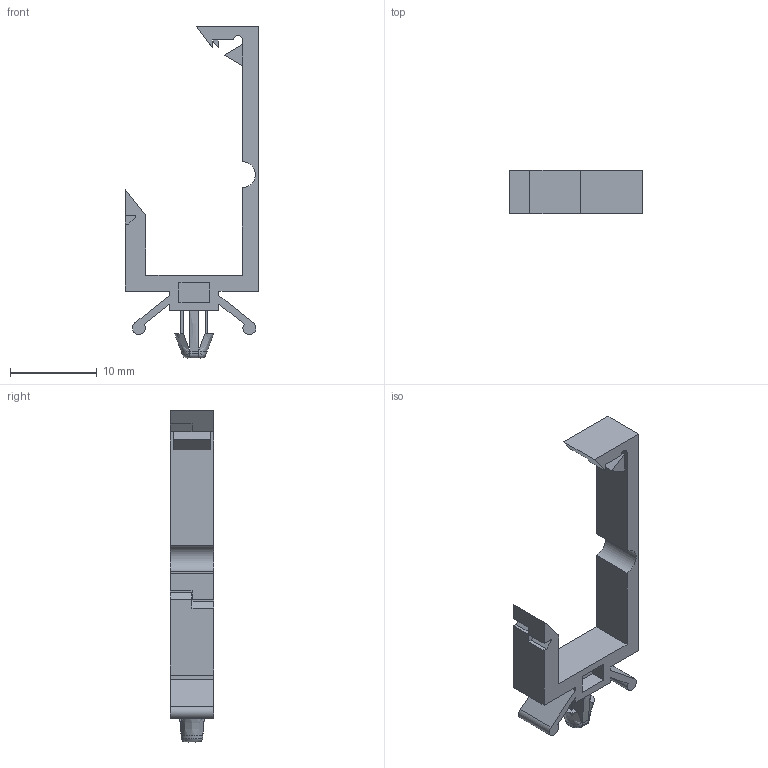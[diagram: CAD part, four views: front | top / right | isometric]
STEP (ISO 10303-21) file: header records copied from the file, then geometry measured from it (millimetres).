
FILE_DESCRIPTION( ( 'Unknown' ), '1' );
FILE_NAME( '521446000.stp', 'Unknown', ( 'Unknown' ), ( 'Unknown' ), 'PSStep 16.0.42', 'Unknown', ' ' );
FILE_SCHEMA( ( 'AUTOMOTIVE_DESIGN { 1 0 10303 214 1 1 1 1 }' ) );
Length unit declared in the file: millimetre
Products named in the file (1): 1
Bounding box: 15.4 x 5 x 38.2 mm (x, y, z)
Volume: 650.3 mm3; surface area: 1164.4 mm2
Topology: 1 solids, 1 shells, 84 faces, 217 edges, 137 vertices
Faces by surface type: plane 70, bspline 8, cylinder 6
Entity records: 4637 total; most frequent: CARTESIAN_POINT 1969, ORIENTED_EDGE 434, DIRECTION 355, EDGE_CURVE 217, LINE 185, VECTOR 185, VERTEX_POINT 137, EDGE_LOOP 90
